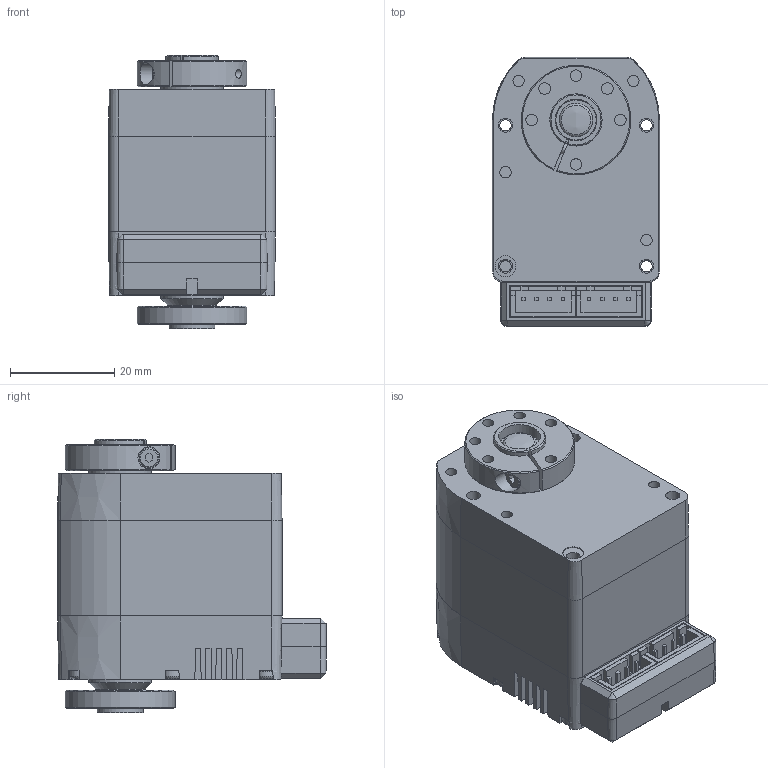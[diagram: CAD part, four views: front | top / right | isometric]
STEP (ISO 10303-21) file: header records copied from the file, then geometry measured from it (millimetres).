
FILE_DESCRIPTION(/* description */ (''),/* implementation_level */ '2;1');
FILE_NAME(/* name */ 'B3M11xx_fix v10.step',/* time_stamp */ '2019-01-19T22:33:21+09:00',/* author */ ('yggdra'),/* organization */ (''),/* preprocessor_version */ 'ST-DEVELOPER v17.2',/* originating_system */ 'Autodesk Translation Framework v7.6.0.251',/* authorisation */ '');
FILE_SCHEMA (('AUTOMOTIVE_DESIGN { 1 0 10303 214 3 1 1 }'));
Length unit declared in the file: millimetre
Products named in the file (7): B3M11xx_fix; Main_body; Servo; Main_Horn; Free_horn; 02137_AluminumFreeHornWithBearing_B3M_6000; フリーホーン用ねじ
Assembly tree (6 placements, depth 3):
  B3M11xx_fix
    Main_body
      Servo
      Main_Horn
    Free_horn
      02137_AluminumFreeHornWithBearing_B3M_6000
      フリーホーン用ねじ
Bounding box: 32 x 51.5 x 52.3 mm (x, y, z)
Volume: 56761.9 mm3; surface area: 21094.2 mm2
Topology: 11 solids, 11 shells, 407 faces, 1084 edges, 748 vertices
Faces by surface type: plane 258, cylinder 88, cone 43, torus 12, sphere 6
Full cylindrical faces by diameter (mm): 1.7 x1, 2 x1, 2.15 x12, 2.2 x14, 2.3 x2, 2.4 x1, 2.6 x2, 2.7 x12, 3 x2, 3.8 x1, 4 x1, 4.2 x1, 4.3 x5, 6 x1, 6.4 x1, 7.7 x1, 8 x3, 8.8 x1, 9 x3, 9.5 x1, 11 x1, 11.31 x2, 12 x2, 13.6 x1, 13.7 x1, 21 x1
Entity records: 13266 total; most frequent: CARTESIAN_POINT 2353, DIRECTION 2296, ORIENTED_EDGE 2166, EDGE_CURVE 1083, AXIS2_PLACEMENT_3D 809, VERTEX_POINT 748, LINE 678, VECTOR 678
